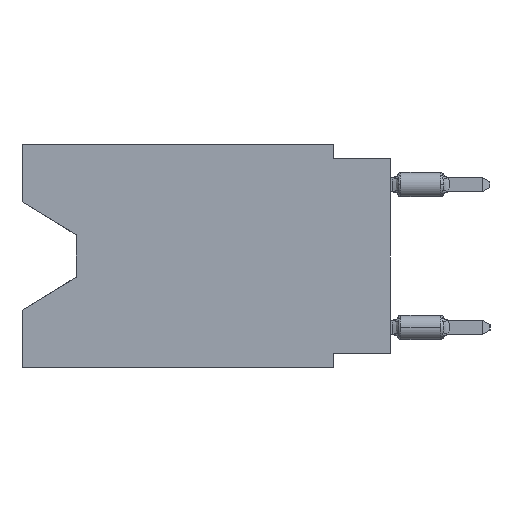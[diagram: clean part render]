
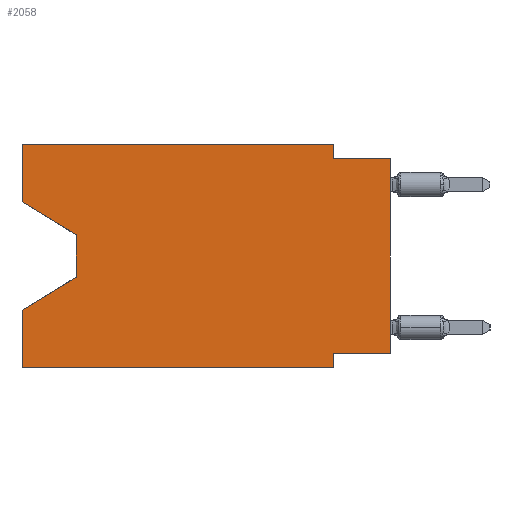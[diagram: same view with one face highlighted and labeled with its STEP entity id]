
A CAD part, left-side view. The second image highlights one B-rep face of the part: STEP entity #2058.
In plain terms, the highlighted planar face has unit normal (-1, 0, 0).
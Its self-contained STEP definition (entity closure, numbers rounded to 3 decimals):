
#443 = VECTOR ( 'NONE', #2364, 1000. ) ;
#590 = VECTOR ( 'NONE', #5419, 1000. ) ;
#713 = DIRECTION ( 'NONE',  ( 0., -1., 0. ) ) ;
#1360 = ORIENTED_EDGE ( 'NONE', *, *, #11062, .T. ) ;
#1774 = VERTEX_POINT ( 'NONE', #6425 ) ;
#2058 = ADVANCED_FACE ( 'NONE', ( #2941 ), #11023, .F. ) ;
#2189 = VERTEX_POINT ( 'NONE', #12942 ) ;
#2364 = DIRECTION ( 'NONE',  ( 0., 0., 1. ) ) ;
#2941 = FACE_OUTER_BOUND ( 'NONE', #4812, .T. ) ;
#3542 = ORIENTED_EDGE ( 'NONE', *, *, #4415, .F. ) ;
#3599 = CARTESIAN_POINT ( 'NONE',  ( 0., 16.383, 0. ) ) ;
#4230 = ORIENTED_EDGE ( 'NONE', *, *, #11241, .F. ) ;
#4415 = EDGE_CURVE ( 'NONE', #44382, #26284, #24489, .T. ) ;
#4812 = EDGE_LOOP ( 'NONE', ( #15647, #16865, #15130, #3542, #17481, #14503, #52597, #1360, #6583, #15145, #4230, #42352 ) ) ;
#5142 = EDGE_CURVE ( 'NONE', #10403, #13078, #15192, .T. ) ;
#5419 = DIRECTION ( 'NONE',  ( 0., 0., -1. ) ) ;
#6425 = CARTESIAN_POINT ( 'NONE',  ( 0., 13.97, -5.893 ) ) ;
#6505 = VECTOR ( 'NONE', #50918, 1000. ) ;
#6583 = ORIENTED_EDGE ( 'NONE', *, *, #35137, .F. ) ;
#6872 = EDGE_CURVE ( 'NONE', #2189, #7287, #28487, .T. ) ;
#7287 = VERTEX_POINT ( 'NONE', #8010 ) ;
#7294 = CARTESIAN_POINT ( 'NONE',  ( 0., 0., -0.635 ) ) ;
#7922 = EDGE_CURVE ( 'NONE', #1774, #26284, #25665, .T. ) ;
#8010 = CARTESIAN_POINT ( 'NONE',  ( 0., 2.54, -9.271 ) ) ;
#8815 = VERTEX_POINT ( 'NONE', #35822 ) ;
#8881 = CARTESIAN_POINT ( 'NONE',  ( 0., 2.54, 0. ) ) ;
#9067 = CARTESIAN_POINT ( 'NONE',  ( 0., 16.383, -9.906 ) ) ;
#9499 = DIRECTION ( 'NONE',  ( 0., 0., 1. ) ) ;
#10403 = VERTEX_POINT ( 'NONE', #10434 ) ;
#10434 = CARTESIAN_POINT ( 'NONE',  ( 0., 16.383, -2.546 ) ) ;
#10525 = VECTOR ( 'NONE', #42630, 1000. ) ;
#10575 = LINE ( 'NONE', #23389, #46903 ) ;
#10958 = CARTESIAN_POINT ( 'NONE',  ( 0., 2.54, 0. ) ) ;
#11023 = PLANE ( 'NONE',  #20299 ) ;
#11062 = EDGE_CURVE ( 'NONE', #2189, #11298, #44004, .T. ) ;
#11241 = EDGE_CURVE ( 'NONE', #13078, #26830, #49006, .T. ) ;
#11298 = VERTEX_POINT ( 'NONE', #37828 ) ;
#12942 = CARTESIAN_POINT ( 'NONE',  ( 0., 0., -9.271 ) ) ;
#13078 = VERTEX_POINT ( 'NONE', #44076 ) ;
#14503 = ORIENTED_EDGE ( 'NONE', *, *, #49809, .F. ) ;
#15130 = ORIENTED_EDGE ( 'NONE', *, *, #7922, .T. ) ;
#15145 = ORIENTED_EDGE ( 'NONE', *, *, #34492, .F. ) ;
#15192 = LINE ( 'NONE', #31894, #443 ) ;
#15647 = ORIENTED_EDGE ( 'NONE', *, *, #19413, .T. ) ;
#16865 = ORIENTED_EDGE ( 'NONE', *, *, #21242, .T. ) ;
#17481 = ORIENTED_EDGE ( 'NONE', *, *, #41768, .T. ) ;
#19046 = CARTESIAN_POINT ( 'NONE',  ( 0., 13.97, -4.013 ) ) ;
#19413 = EDGE_CURVE ( 'NONE', #10403, #33909, #10575, .T. ) ;
#19840 = CARTESIAN_POINT ( 'NONE',  ( 0., 0., -9.271 ) ) ;
#20103 = DIRECTION ( 'NONE',  ( 0., -1., 0. ) ) ;
#20299 = AXIS2_PLACEMENT_3D ( 'NONE', #50258, #41350, #45807 ) ;
#20872 = CARTESIAN_POINT ( 'NONE',  ( 0., 2.54, -0.635 ) ) ;
#21242 = EDGE_CURVE ( 'NONE', #33909, #1774, #26871, .T. ) ;
#22278 = CARTESIAN_POINT ( 'NONE',  ( 0., 16.383, -7.36 ) ) ;
#23389 = CARTESIAN_POINT ( 'NONE',  ( 0., 16.383, -2.546 ) ) ;
#23460 = CARTESIAN_POINT ( 'NONE',  ( 0., 13.97, -4.013 ) ) ;
#24306 = DIRECTION ( 'NONE',  ( 0., 1., 0. ) ) ;
#24489 = LINE ( 'NONE', #3599, #39528 ) ;
#24501 = CARTESIAN_POINT ( 'NONE',  ( 0., 16.383, 0. ) ) ;
#25226 = VECTOR ( 'NONE', #30191, 1000. ) ;
#25665 = LINE ( 'NONE', #46259, #10525 ) ;
#25702 = VECTOR ( 'NONE', #24306, 1000. ) ;
#26019 = CARTESIAN_POINT ( 'NONE',  ( 0., 2.54, -9.906 ) ) ;
#26284 = VERTEX_POINT ( 'NONE', #22278 ) ;
#26830 = VERTEX_POINT ( 'NONE', #10958 ) ;
#26871 = LINE ( 'NONE', #19046, #590 ) ;
#28194 = LINE ( 'NONE', #7294, #48323 ) ;
#28487 = LINE ( 'NONE', #19840, #25702 ) ;
#30191 = DIRECTION ( 'NONE',  ( 0., 0., -1. ) ) ;
#30667 = CARTESIAN_POINT ( 'NONE',  ( 0., 0., 0. ) ) ;
#31894 = CARTESIAN_POINT ( 'NONE',  ( 0., 16.383, 0. ) ) ;
#33909 = VERTEX_POINT ( 'NONE', #23460 ) ;
#33936 = LINE ( 'NONE', #8881, #6505 ) ;
#34340 = LINE ( 'NONE', #26019, #25226 ) ;
#34492 = EDGE_CURVE ( 'NONE', #26830, #36778, #33936, .T. ) ;
#34934 = LINE ( 'NONE', #9067, #49544 ) ;
#35137 = EDGE_CURVE ( 'NONE', #36778, #11298, #28194, .T. ) ;
#35822 = CARTESIAN_POINT ( 'NONE',  ( 0., 2.54, -9.906 ) ) ;
#35895 = DIRECTION ( 'NONE',  ( 0., -0.855, -0.519 ) ) ;
#36778 = VERTEX_POINT ( 'NONE', #20872 ) ;
#37828 = CARTESIAN_POINT ( 'NONE',  ( 0., 0., -0.635 ) ) ;
#37839 = CARTESIAN_POINT ( 'NONE',  ( 0., 16.383, -9.906 ) ) ;
#38101 = DIRECTION ( 'NONE',  ( 0., 0., 1. ) ) ;
#39528 = VECTOR ( 'NONE', #38101, 1000. ) ;
#41350 = DIRECTION ( 'NONE',  ( 1., 0., 0. ) ) ;
#41768 = EDGE_CURVE ( 'NONE', #44382, #8815, #34934, .T. ) ;
#42352 = ORIENTED_EDGE ( 'NONE', *, *, #5142, .F. ) ;
#42630 = DIRECTION ( 'NONE',  ( 0., 0.855, -0.519 ) ) ;
#42763 = VECTOR ( 'NONE', #49830, 1000. ) ;
#44004 = LINE ( 'NONE', #30667, #53438 ) ;
#44076 = CARTESIAN_POINT ( 'NONE',  ( 0., 16.383, 0. ) ) ;
#44382 = VERTEX_POINT ( 'NONE', #37839 ) ;
#45807 = DIRECTION ( 'NONE',  ( 0., 0., -1. ) ) ;
#46259 = CARTESIAN_POINT ( 'NONE',  ( 0., 13.97, -5.893 ) ) ;
#46903 = VECTOR ( 'NONE', #35895, 1000. ) ;
#48323 = VECTOR ( 'NONE', #20103, 1000. ) ;
#49006 = LINE ( 'NONE', #24501, #42763 ) ;
#49544 = VECTOR ( 'NONE', #713, 1000. ) ;
#49809 = EDGE_CURVE ( 'NONE', #7287, #8815, #34340, .T. ) ;
#49830 = DIRECTION ( 'NONE',  ( 0., -1., 0. ) ) ;
#50258 = CARTESIAN_POINT ( 'NONE',  ( 0., 16.383, 0. ) ) ;
#50918 = DIRECTION ( 'NONE',  ( 0., 0., -1. ) ) ;
#52597 = ORIENTED_EDGE ( 'NONE', *, *, #6872, .F. ) ;
#53438 = VECTOR ( 'NONE', #9499, 1000. ) ;
